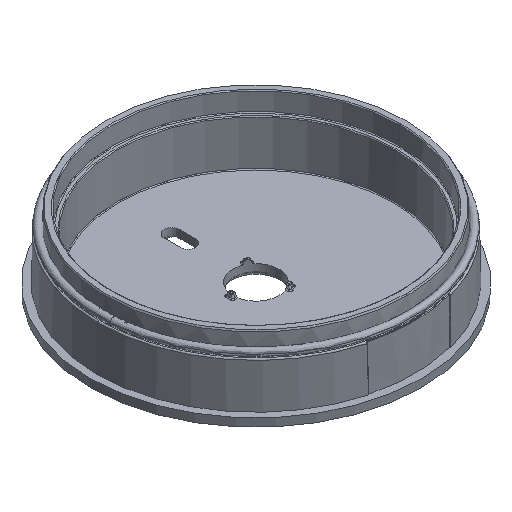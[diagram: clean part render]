
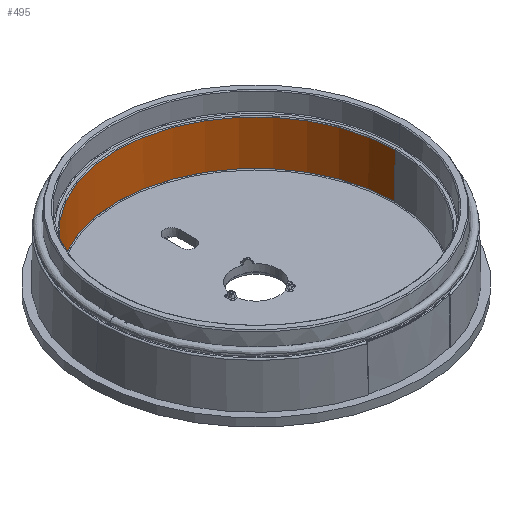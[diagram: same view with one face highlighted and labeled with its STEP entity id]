
A CAD part, isometric view. The second image highlights one B-rep face of the part: STEP entity #495.
In plain terms, the highlighted conical face has half-angle 1 degrees and reference radius 50.293 mm.
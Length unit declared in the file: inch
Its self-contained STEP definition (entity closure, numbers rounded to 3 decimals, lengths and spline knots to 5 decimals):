
#323 = ORIENTED_EDGE ( 'NONE', *, *, #4234, .F. ) ;
#424 = ORIENTED_EDGE ( 'NONE', *, *, #4195, .F. ) ;
#495 = ADVANCED_FACE ( 'NONE', ( #1145 ), #6657, .F. ) ;
#880 = AXIS2_PLACEMENT_3D ( 'NONE', #2142, #984, #2522 ) ;
#984 = DIRECTION ( 'NONE',  ( 0., 0., -1. ) ) ;
#1145 = FACE_OUTER_BOUND ( 'NONE', #5962, .T. ) ;
#1249 = DIRECTION ( 'NONE',  ( 0., 0., 1. ) ) ;
#1265 = CARTESIAN_POINT ( 'NONE',  ( -1.98005, 0., 0.73643 ) ) ;
#1285 = DIRECTION ( 'NONE',  ( -1., 0., 0. ) ) ;
#1596 = AXIS2_PLACEMENT_3D ( 'NONE', #3246, #1249, #5305 ) ;
#1632 = CARTESIAN_POINT ( 'NONE',  ( -1.98005, 0., 0.73643 ) ) ;
#1832 = CARTESIAN_POINT ( 'NONE',  ( 0., 0., 0.11003 ) ) ;
#1974 = EDGE_CURVE ( 'NONE', #2376, #6233, #3207, .T. ) ;
#2142 = CARTESIAN_POINT ( 'NONE',  ( 0., 0., 0.73643 ) ) ;
#2203 = CARTESIAN_POINT ( 'NONE',  ( 1.96912, 0., 0.11003 ) ) ;
#2287 = DIRECTION ( 'NONE',  ( 0., 0., -1. ) ) ;
#2376 = VERTEX_POINT ( 'NONE', #2203 ) ;
#2522 = DIRECTION ( 'NONE',  ( -1., 0., 0. ) ) ;
#2557 = DIRECTION ( 'NONE',  ( -0.017, 0., 1. ) ) ;
#3207 = LINE ( 'NONE', #5683, #6169 ) ;
#3246 = CARTESIAN_POINT ( 'NONE',  ( 0., 0., 0.73643 ) ) ;
#3379 = CARTESIAN_POINT ( 'NONE',  ( 1.98005, 0., 0.73643 ) ) ;
#3456 = EDGE_CURVE ( 'NONE', #3916, #2376, #6438, .T. ) ;
#3876 = CARTESIAN_POINT ( 'NONE',  ( -1.96912, 0., 0.11003 ) ) ;
#3916 = VERTEX_POINT ( 'NONE', #3876 ) ;
#4052 = ORIENTED_EDGE ( 'NONE', *, *, #1974, .T. ) ;
#4195 = EDGE_CURVE ( 'NONE', #5442, #6233, #6273, .T. ) ;
#4207 = LINE ( 'NONE', #1632, #5396 ) ;
#4234 = EDGE_CURVE ( 'NONE', #3916, #5442, #4207, .T. ) ;
#5305 = DIRECTION ( 'NONE',  ( 1., 0., 0. ) ) ;
#5396 = VECTOR ( 'NONE', #2557, 39.37008 ) ;
#5442 = VERTEX_POINT ( 'NONE', #1265 ) ;
#5683 = CARTESIAN_POINT ( 'NONE',  ( 1.98005, 0., 0.73643 ) ) ;
#5787 = DIRECTION ( 'NONE',  ( 0.017, 0., 1. ) ) ;
#5962 = EDGE_LOOP ( 'NONE', ( #323, #6269, #4052, #424 ) ) ;
#6169 = VECTOR ( 'NONE', #5787, 39.37008 ) ;
#6216 = AXIS2_PLACEMENT_3D ( 'NONE', #1832, #2287, #1285 ) ;
#6233 = VERTEX_POINT ( 'NONE', #3379 ) ;
#6269 = ORIENTED_EDGE ( 'NONE', *, *, #3456, .T. ) ;
#6273 = CIRCLE ( 'NONE', #880, 1.98005 ) ;
#6438 = CIRCLE ( 'NONE', #6216, 1.96912 ) ;
#6657 = CONICAL_SURFACE ( 'NONE', #1596, 1.98005, 0.017 ) ;
